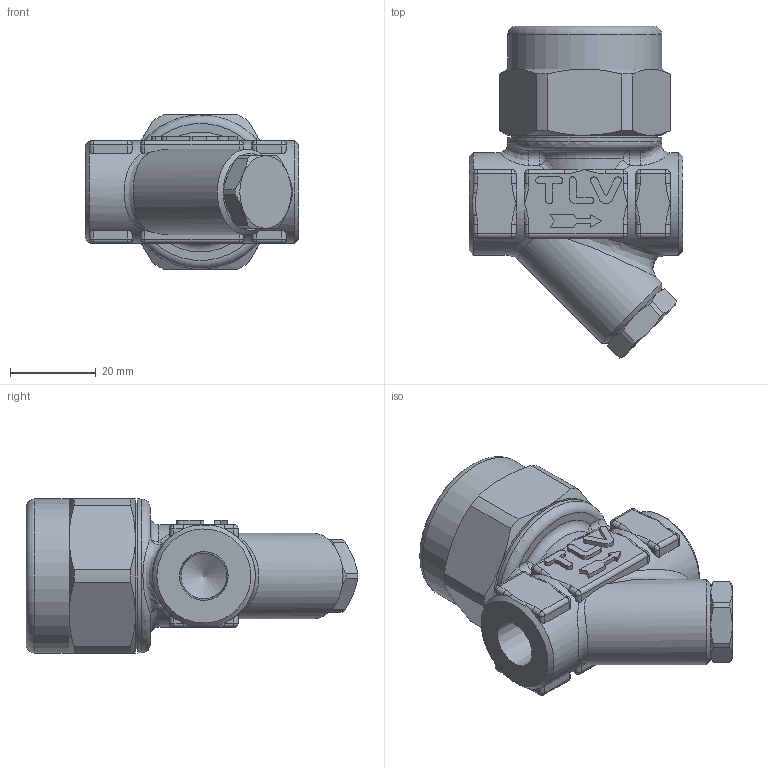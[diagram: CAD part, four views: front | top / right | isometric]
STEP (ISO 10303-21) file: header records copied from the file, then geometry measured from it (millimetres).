
FILE_DESCRIPTION((''),'2;1');
FILE_NAME('p46s0-008-screw-00.stp','2013-09-03T13:38:37',('nakaot'),(''),'Autodesk Inventor 2012','Autodesk Inventor 2012','');
FILE_SCHEMA(('AUTOMOTIVE_DESIGN { 1 0 10303 214 1 1 1 1 }'));
Length unit declared in the file: millimetre
Products named in the file (1): p46s0-008-screw-00
Bounding box: 50 x 77.57 x 36 mm (x, y, z)
Volume: 50672.5 mm3; surface area: 11063.3 mm2
Topology: 1 solids, 1 shells, 298 faces, 739 edges, 424 vertices
Faces by surface type: cylinder 100, plane 95, bspline 39, cone 31, sphere 28, torus 4, revolution 1
Full cylindrical faces by diameter (mm): 10.719 x2, 20 x1, 24 x2, 34 x1, 36 x2
Entity records: 10045 total; most frequent: CARTESIAN_POINT 3587, DIRECTION 1343, ORIENTED_EDGE 1338, EDGE_CURVE 669, AXIS2_PLACEMENT_3D 544, VERTEX_POINT 402, EDGE_LOOP 325, FACE_OUTER_BOUND 297
